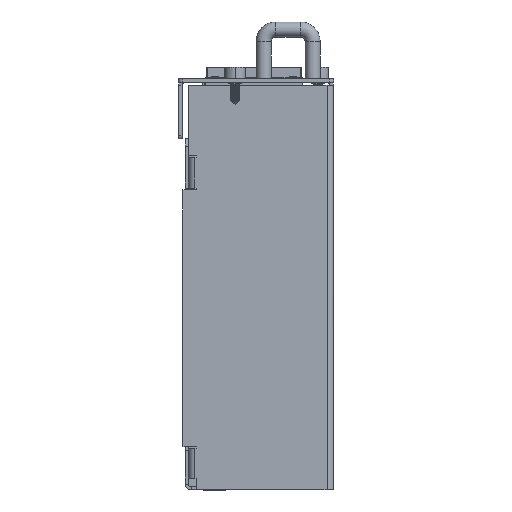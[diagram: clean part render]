
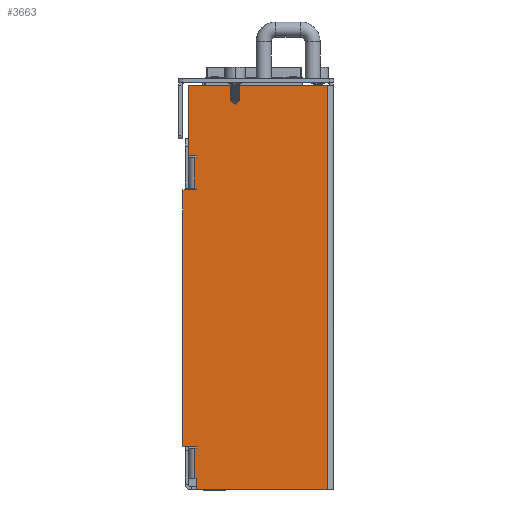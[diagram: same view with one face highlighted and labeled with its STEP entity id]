
A CAD part, left-side view. The second image highlights one B-rep face of the part: STEP entity #3663.
In plain terms, the highlighted planar face has unit normal (-1, 0, 0).
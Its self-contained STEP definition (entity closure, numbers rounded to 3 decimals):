
#740=DIRECTION('',(0.,0.,1.));
#741=VECTOR('',#740,107.263);
#742=CARTESIAN_POINT('',(6.2,-39.363,-108.));
#743=LINE('',#742,#741);
#758=DIRECTION('',(0.,-1.,0.));
#759=VECTOR('',#758,34.527);
#760=CARTESIAN_POINT('',(6.2,-4.837,-108.));
#761=LINE('',#760,#759);
#1114=DIRECTION('',(0.,1.,0.));
#1115=VECTOR('',#1114,36.763);
#1116=CARTESIAN_POINT('',(6.2,-39.363,-0.737));
#1117=LINE('',#1116,#1115);
#1122=DIRECTION('',(0.,0.,1.));
#1123=VECTOR('',#1122,3.);
#1124=CARTESIAN_POINT('',(6.2,-4.837,-108.));
#1125=LINE('',#1124,#1123);
#1126=DIRECTION('',(0.,1.,0.));
#1127=VECTOR('',#1126,0.5);
#1128=CARTESIAN_POINT('',(6.2,-4.837,-105.));
#1129=LINE('',#1128,#1127);
#1130=DIRECTION('',(0.,-1.,0.));
#1131=VECTOR('',#1130,0.5);
#1132=CARTESIAN_POINT('',(6.2,-4.337,-97.));
#1133=LINE('',#1132,#1131);
#1134=DIRECTION('',(0.,0.,1.));
#1135=VECTOR('',#1134,0.5);
#1136=CARTESIAN_POINT('',(6.2,-4.837,-97.));
#1137=LINE('',#1136,#1135);
#1138=DIRECTION('',(0.,1.,0.));
#1139=VECTOR('',#1138,3.637);
#1140=CARTESIAN_POINT('',(6.2,-4.837,-96.5));
#1141=LINE('',#1140,#1139);
#1142=DIRECTION('',(0.,-1.,0.));
#1143=VECTOR('',#1142,3.637);
#1144=CARTESIAN_POINT('',(6.2,-1.2,-28.5));
#1145=LINE('',#1144,#1143);
#1146=DIRECTION('',(0.,0.,1.));
#1147=VECTOR('',#1146,0.5);
#1148=CARTESIAN_POINT('',(6.2,-4.837,-28.5));
#1149=LINE('',#1148,#1147);
#1150=DIRECTION('',(0.,1.,0.));
#1151=VECTOR('',#1150,0.5);
#1152=CARTESIAN_POINT('',(6.2,-4.837,-28.));
#1153=LINE('',#1152,#1151);
#1154=DIRECTION('',(0.,-1.,0.));
#1155=VECTOR('',#1154,0.5);
#1156=CARTESIAN_POINT('',(6.2,-4.337,-20.));
#1157=LINE('',#1156,#1155);
#1158=DIRECTION('',(0.,0.,1.));
#1159=VECTOR('',#1158,0.5);
#1160=CARTESIAN_POINT('',(6.2,-4.837,-20.));
#1161=LINE('',#1160,#1159);
#1162=DIRECTION('',(0.,1.,0.));
#1163=VECTOR('',#1162,2.237);
#1164=CARTESIAN_POINT('',(6.2,-4.837,-19.5));
#1165=LINE('',#1164,#1163);
#1298=DIRECTION('',(0.,0.,-1.));
#1299=VECTOR('',#1298,68.);
#1300=CARTESIAN_POINT('',(6.2,-1.2,-28.5));
#1301=LINE('',#1300,#1299);
#1458=DIRECTION('',(0.,0.,-1.));
#1459=VECTOR('',#1458,18.763);
#1460=CARTESIAN_POINT('',(6.2,-2.6,-0.737));
#1461=LINE('',#1460,#1459);
#1462=DIRECTION('',(0.,0.,-1.));
#1463=VECTOR('',#1462,8.);
#1464=CARTESIAN_POINT('',(6.2,-4.337,-20.));
#1465=LINE('',#1464,#1463);
#1478=DIRECTION('',(0.,0.,-1.));
#1479=VECTOR('',#1478,8.);
#1480=CARTESIAN_POINT('',(6.2,-4.337,-97.));
#1481=LINE('',#1480,#1479);
#1992=CARTESIAN_POINT('',(6.2,-39.363,-108.));
#1993=VERTEX_POINT('',#1992);
#1994=CARTESIAN_POINT('',(6.2,-39.363,-0.737));
#1995=VERTEX_POINT('',#1994);
#2000=CARTESIAN_POINT('',(6.2,-4.837,-108.));
#2002=VERTEX_POINT('',#2000);
#2006=CARTESIAN_POINT('',(6.2,-4.837,-105.));
#2007=VERTEX_POINT('',#2006);
#2100=CARTESIAN_POINT('',(6.2,-2.6,-0.737));
#2101=VERTEX_POINT('',#2100);
#2102=CARTESIAN_POINT('',(6.2,-4.337,-105.));
#2103=VERTEX_POINT('',#2102);
#2104=CARTESIAN_POINT('',(6.2,-4.337,-97.));
#2105=VERTEX_POINT('',#2104);
#2106=CARTESIAN_POINT('',(6.2,-4.837,-97.));
#2107=VERTEX_POINT('',#2106);
#2108=CARTESIAN_POINT('',(6.2,-4.837,-96.5));
#2109=VERTEX_POINT('',#2108);
#2110=CARTESIAN_POINT('',(6.2,-1.2,-96.5));
#2111=VERTEX_POINT('',#2110);
#2112=CARTESIAN_POINT('',(6.2,-1.2,-28.5));
#2113=VERTEX_POINT('',#2112);
#2114=CARTESIAN_POINT('',(6.2,-4.837,-28.5));
#2115=VERTEX_POINT('',#2114);
#2116=CARTESIAN_POINT('',(6.2,-4.837,-28.));
#2117=VERTEX_POINT('',#2116);
#2118=CARTESIAN_POINT('',(6.2,-4.337,-28.));
#2119=VERTEX_POINT('',#2118);
#2120=CARTESIAN_POINT('',(6.2,-4.337,-20.));
#2121=VERTEX_POINT('',#2120);
#2122=CARTESIAN_POINT('',(6.2,-4.837,-20.));
#2123=VERTEX_POINT('',#2122);
#2124=CARTESIAN_POINT('',(6.2,-4.837,-19.5));
#2125=VERTEX_POINT('',#2124);
#2126=CARTESIAN_POINT('',(6.2,-2.6,-19.5));
#2127=VERTEX_POINT('',#2126);
#3624=CARTESIAN_POINT('',(6.2,-40.1,-0.737));
#3625=DIRECTION('',(1.,0.,0.));
#3626=DIRECTION('',(0.,1.,0.));
#3627=AXIS2_PLACEMENT_3D('',#3624,#3625,#3626);
#3628=PLANE('',#3627);
#3629=ORIENTED_EDGE('',*,*,#3118,.T.);
#3631=ORIENTED_EDGE('',*,*,#3630,.T.);
#3633=ORIENTED_EDGE('',*,*,#3632,.F.);
#3635=ORIENTED_EDGE('',*,*,#3634,.T.);
#3637=ORIENTED_EDGE('',*,*,#3636,.T.);
#3639=ORIENTED_EDGE('',*,*,#3638,.T.);
#3641=ORIENTED_EDGE('',*,*,#3640,.F.);
#3643=ORIENTED_EDGE('',*,*,#3642,.T.);
#3645=ORIENTED_EDGE('',*,*,#3644,.T.);
#3647=ORIENTED_EDGE('',*,*,#3646,.T.);
#3649=ORIENTED_EDGE('',*,*,#3648,.F.);
#3651=ORIENTED_EDGE('',*,*,#3650,.T.);
#3653=ORIENTED_EDGE('',*,*,#3652,.T.);
#3655=ORIENTED_EDGE('',*,*,#3654,.T.);
#3657=ORIENTED_EDGE('',*,*,#3656,.F.);
#3658=ORIENTED_EDGE('',*,*,#3616,.F.);
#3659=ORIENTED_EDGE('',*,*,#3071,.F.);
#3660=ORIENTED_EDGE('',*,*,#3101,.F.);
#3661=EDGE_LOOP('',(#3629,#3631,#3633,#3635,#3637,#3639,#3641,#3643,#3645,#3647,
#3649,#3651,#3653,#3655,#3657,#3658,#3659,#3660));
#3662=FACE_OUTER_BOUND('',#3661,.F.);
#3071=EDGE_CURVE('',#1993,#1995,#743,.T.);
#3101=EDGE_CURVE('',#2002,#1993,#761,.T.);
#3118=EDGE_CURVE('',#2002,#2007,#1125,.T.);
#3616=EDGE_CURVE('',#1995,#2101,#1117,.T.);
#3630=EDGE_CURVE('',#2007,#2103,#1129,.T.);
#3632=EDGE_CURVE('',#2105,#2103,#1481,.T.);
#3634=EDGE_CURVE('',#2105,#2107,#1133,.T.);
#3636=EDGE_CURVE('',#2107,#2109,#1137,.T.);
#3638=EDGE_CURVE('',#2109,#2111,#1141,.T.);
#3640=EDGE_CURVE('',#2113,#2111,#1301,.T.);
#3642=EDGE_CURVE('',#2113,#2115,#1145,.T.);
#3644=EDGE_CURVE('',#2115,#2117,#1149,.T.);
#3646=EDGE_CURVE('',#2117,#2119,#1153,.T.);
#3648=EDGE_CURVE('',#2121,#2119,#1465,.T.);
#3650=EDGE_CURVE('',#2121,#2123,#1157,.T.);
#3652=EDGE_CURVE('',#2123,#2125,#1161,.T.);
#3654=EDGE_CURVE('',#2125,#2127,#1165,.T.);
#3656=EDGE_CURVE('',#2101,#2127,#1461,.T.);
#3663=ADVANCED_FACE('',(#3662),#3628,.F.);
